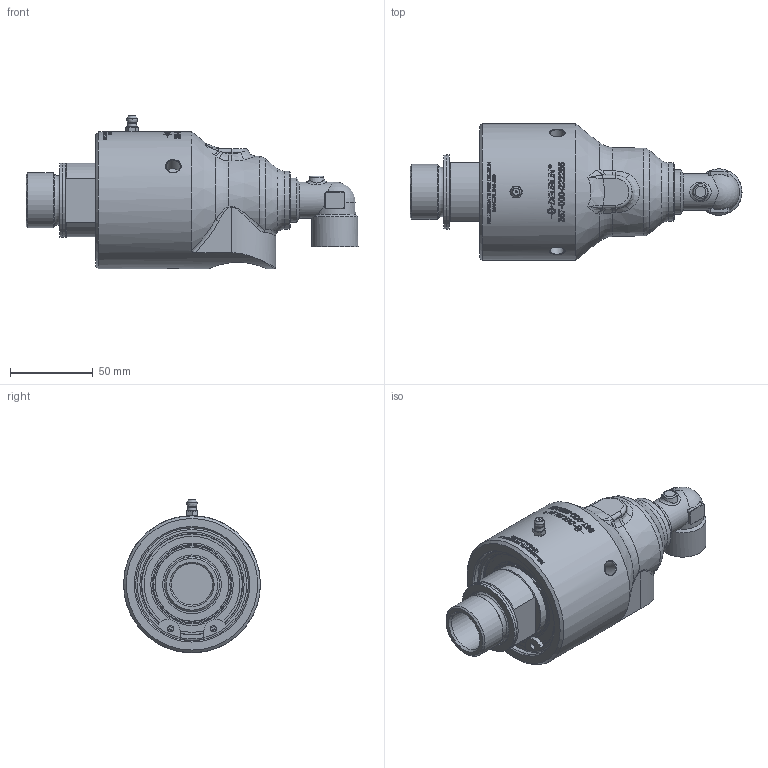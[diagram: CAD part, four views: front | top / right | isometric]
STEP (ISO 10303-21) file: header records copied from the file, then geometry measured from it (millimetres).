
FILE_DESCRIPTION(/* description */ (''),/* implementation_level */ '2;1');
FILE_NAME(/* name */ '357-000-222255-IC.stp',/* time_stamp */ '2022-01-20T12:52:20+01:00',/* author */ ('mskipas'),/* organization */ (''),/* preprocessor_version */ 'ST-DEVELOPER v18.1',/* originating_system */ 'Autodesk Inventor 2022',/* authorisation */ '');
FILE_SCHEMA (('AUTOMOTIVE_DESIGN { 1 0 10303 214 3 1 1 }'));
Products named in the file (1): 357-000-222255-IC
Bounding box: 200.31 x 82.6 x 92.59 mm (x, y, z)
Volume: 495661.8 mm3; surface area: 65480.2 mm2
Topology: 1 solids, 7 shells, 1084 faces, 2842 edges, 1865 vertices
Faces by surface type: bspline 487, plane 374, cylinder 157, cone 36, torus 25, sphere 5
Full cylindrical faces by diameter (mm): 3 x1, 3.12 x2, 3.2 x1, 3.72 x2, 8.6 x3, 14.95 x1, 18.25 x1, 22 x1, 25 x1, 28 x1, 28.575 x1, 33.25 x1, 34.9 x1, 35.4 x1, 37.13 x1, 39.4 x1, 40 x1, 44.5 x1, 44.65 x2, 47.764 x1, 49.775 x1, 57.913 x1, 60.725 x1, 61.1 x1, 68 x1, 68.1 x2, 73.8 x1, 82.6 x1
Entity records: 44989 total; most frequent: CARTESIAN_POINT 20840, ORIENTED_EDGE 5664, DIRECTION 3606, EDGE_CURVE 2832, VERTEX_POINT 1865, AXIS2_PLACEMENT_3D 1234, EDGE_LOOP 1197, LINE 1138
